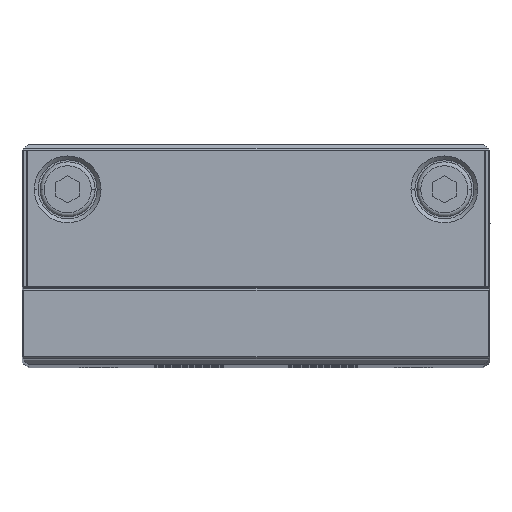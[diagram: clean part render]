
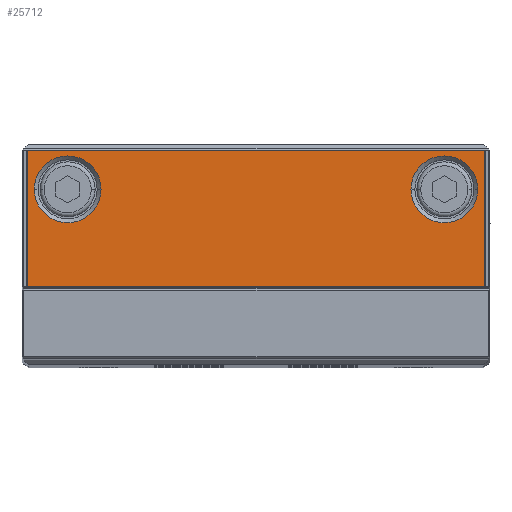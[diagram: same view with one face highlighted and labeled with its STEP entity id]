
A CAD part, top view. The second image highlights one B-rep face of the part: STEP entity #25712.
In plain terms, the highlighted planar face has unit normal (0, 0, 1).
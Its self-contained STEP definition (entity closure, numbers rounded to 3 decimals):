
#1420 = CARTESIAN_POINT ( 'NONE',  ( 29.1, 27.1, 158. ) ) ;
#1422 = CARTESIAN_POINT ( 'NONE',  ( 29.1, 9.8, 158. ) ) ;
#1428 = CARTESIAN_POINT ( 'NONE',  ( -29.1, 9.8, 158. ) ) ;
#1453 = CARTESIAN_POINT ( 'NONE',  ( -29.1, 27.1, 158. ) ) ;
#1473 = CARTESIAN_POINT ( 'NONE',  ( 28.2, 22.2, 158. ) ) ;
#1482 = CARTESIAN_POINT ( 'NONE',  ( 19.7, 22.2, 158. ) ) ;
#1494 = CARTESIAN_POINT ( 'NONE',  ( -28.2, 22.2, 158. ) ) ;
#1498 = CARTESIAN_POINT ( 'NONE',  ( -19.7, 22.2, 158. ) ) ;
#6749 = VERTEX_POINT ( 'NONE', #1420 ) ;
#6750 = VERTEX_POINT ( 'NONE', #1422 ) ;
#6753 = VERTEX_POINT ( 'NONE', #1428 ) ;
#6772 = VERTEX_POINT ( 'NONE', #1453 ) ;
#6799 = VERTEX_POINT ( 'NONE', #1473 ) ;
#6815 = VERTEX_POINT ( 'NONE', #1482 ) ;
#6829 = VERTEX_POINT ( 'NONE', #1498 ) ;
#6831 = VERTEX_POINT ( 'NONE', #1494 ) ;
#25448 = EDGE_CURVE ( 'NONE', #6829, #6831, #31605, .T. ) ;
#25456 = EDGE_CURVE ( 'NONE', #6799, #6815, #31618, .T. ) ;
#25595 = EDGE_CURVE ( 'NONE', #6749, #6772, #32078, .T. ) ;
#25596 = EDGE_CURVE ( 'NONE', #6750, #6749, #32087, .T. ) ;
#25598 = EDGE_CURVE ( 'NONE', #6753, #6750, #32102, .T. ) ;
#25599 = EDGE_CURVE ( 'NONE', #6772, #6753, #32105, .T. ) ;
#25600 = EDGE_CURVE ( 'NONE', #6815, #6799, #28675, .T. ) ;
#25601 = EDGE_CURVE ( 'NONE', #6831, #6829, #28676, .T. ) ;
#25712 = ADVANCED_FACE ( 'NONE', ( #28249, #28243, #28252 ), #28253, .T. ) ;
#28243 = FACE_BOUND ( 'NONE', #31469, .T. ) ;
#28245 = DIRECTION ( 'NONE',  ( 0., 0., 1. ) ) ;
#28249 = FACE_OUTER_BOUND ( 'NONE', #31424, .T. ) ;
#28250 = CARTESIAN_POINT ( 'NONE',  ( -29.2, 9.7, 158. ) ) ;
#28252 = FACE_BOUND ( 'NONE', #31519, .T. ) ;
#28253 = PLANE ( 'NONE',  #28818 ) ;
#28254 = DIRECTION ( 'NONE',  ( 1., 0., 0. ) ) ;
#28668 = VECTOR ( 'NONE', #32099, 1000. ) ;
#28671 = VECTOR ( 'NONE', #32101, 1000. ) ;
#28673 = VECTOR ( 'NONE', #32104, 1000. ) ;
#28674 = VECTOR ( 'NONE', #32107, 1000. ) ;
#28675 = CIRCLE ( 'NONE', #28677, 4.25 ) ;
#28676 = CIRCLE ( 'NONE', #28679, 4.25 ) ;
#28677 = AXIS2_PLACEMENT_3D ( 'NONE', #32108, #32109, #32110 ) ;
#28679 = AXIS2_PLACEMENT_3D ( 'NONE', #32111, #32112, #32113 ) ;
#28818 = AXIS2_PLACEMENT_3D ( 'NONE', #28250, #28245, #28254 ) ;
#30741 = ORIENTED_EDGE ( 'NONE', *, *, #25601, .T. ) ;
#30743 = ORIENTED_EDGE ( 'NONE', *, *, #25448, .T. ) ;
#30744 = ORIENTED_EDGE ( 'NONE', *, *, #25600, .T. ) ;
#30746 = ORIENTED_EDGE ( 'NONE', *, *, #25456, .T. ) ;
#30748 = ORIENTED_EDGE ( 'NONE', *, *, #25595, .T. ) ;
#30750 = ORIENTED_EDGE ( 'NONE', *, *, #25596, .T. ) ;
#30752 = ORIENTED_EDGE ( 'NONE', *, *, #25598, .T. ) ;
#30754 = ORIENTED_EDGE ( 'NONE', *, *, #25599, .T. ) ;
#31424 = EDGE_LOOP ( 'NONE', ( #30754, #30752, #30750, #30748 ) ) ;
#31469 = EDGE_LOOP ( 'NONE', ( #30746, #30744 ) ) ;
#31519 = EDGE_LOOP ( 'NONE', ( #30743, #30741 ) ) ;
#31605 = CIRCLE ( 'NONE', #31609, 4.25 ) ;
#31609 = AXIS2_PLACEMENT_3D ( 'NONE', #32694, #32695, #32696 ) ;
#31618 = CIRCLE ( 'NONE', #31624, 4.25 ) ;
#31624 = AXIS2_PLACEMENT_3D ( 'NONE', #32705, #32706, #32707 ) ;
#32078 = LINE ( 'NONE', #32098, #28668 ) ;
#32087 = LINE ( 'NONE', #32100, #28671 ) ;
#32098 = CARTESIAN_POINT ( 'NONE',  ( -29.2, 27.1, 158. ) ) ;
#32099 = DIRECTION ( 'NONE',  ( -1., 0., 0. ) ) ;
#32100 = CARTESIAN_POINT ( 'NONE',  ( 29.1, 27.2, 158. ) ) ;
#32101 = DIRECTION ( 'NONE',  ( 0., 1., 0. ) ) ;
#32102 = LINE ( 'NONE', #32103, #28673 ) ;
#32103 = CARTESIAN_POINT ( 'NONE',  ( 29.2, 9.8, 158. ) ) ;
#32104 = DIRECTION ( 'NONE',  ( 1., 0., 0. ) ) ;
#32105 = LINE ( 'NONE', #32106, #28674 ) ;
#32106 = CARTESIAN_POINT ( 'NONE',  ( -29.1, 9.7, 158. ) ) ;
#32107 = DIRECTION ( 'NONE',  ( 0., -1., 0. ) ) ;
#32108 = CARTESIAN_POINT ( 'NONE',  ( 23.95, 22.2, 158. ) ) ;
#32109 = DIRECTION ( 'NONE',  ( 0., 0., -1. ) ) ;
#32110 = DIRECTION ( 'NONE',  ( 1., 0., 0. ) ) ;
#32111 = CARTESIAN_POINT ( 'NONE',  ( -23.95, 22.2, 158. ) ) ;
#32112 = DIRECTION ( 'NONE',  ( 0., 0., -1. ) ) ;
#32113 = DIRECTION ( 'NONE',  ( 1., 0., 0. ) ) ;
#32694 = CARTESIAN_POINT ( 'NONE',  ( -23.95, 22.2, 158. ) ) ;
#32695 = DIRECTION ( 'NONE',  ( 0., 0., -1. ) ) ;
#32696 = DIRECTION ( 'NONE',  ( 1., 0., 0. ) ) ;
#32705 = CARTESIAN_POINT ( 'NONE',  ( 23.95, 22.2, 158. ) ) ;
#32706 = DIRECTION ( 'NONE',  ( 0., 0., -1. ) ) ;
#32707 = DIRECTION ( 'NONE',  ( 1., 0., 0. ) ) ;
